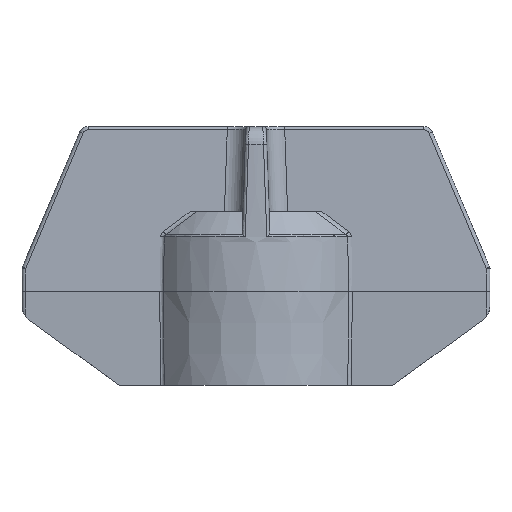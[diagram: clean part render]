
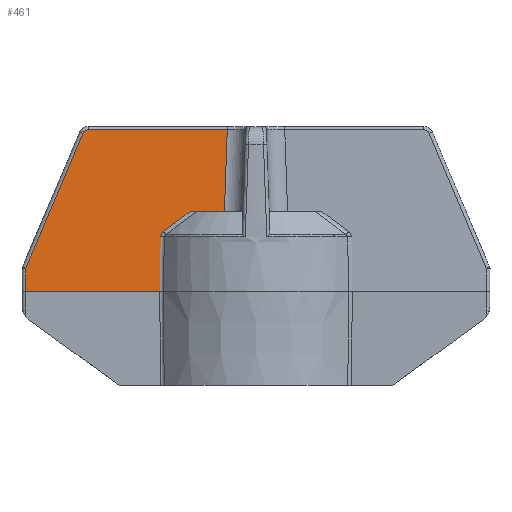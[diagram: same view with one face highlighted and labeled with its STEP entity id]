
A CAD part, front view. The second image highlights one B-rep face of the part: STEP entity #461.
In plain terms, the highlighted planar face has unit normal (0, -0.999, 0.035).
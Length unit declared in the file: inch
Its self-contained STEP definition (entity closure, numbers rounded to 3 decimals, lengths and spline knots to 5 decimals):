
#233=ELLIPSE('',#4000,0.02438,0.02437);
#234=ELLIPSE('',#4001,0.00469,0.00469);
#341=B_SPLINE_CURVE_WITH_KNOTS('',3,(#6630,#6631,#6632,#6633),.UNSPECIFIED.,
.F.,.F.,(4,4),(0.,1.),.UNSPECIFIED.);
#342=B_SPLINE_CURVE_WITH_KNOTS('',3,(#6635,#6636,#6637,#6638),.UNSPECIFIED.,
.F.,.F.,(4,4),(0.,1.),.UNSPECIFIED.);
#343=B_SPLINE_CURVE_WITH_KNOTS('',3,(#6640,#6641,#6642,#6643,#6644,#6645,
#6646,#6647,#6648,#6649),.UNSPECIFIED.,.F.,.F.,(4,3,3,4),(0.,0.40763,
0.81921,1.),.UNSPECIFIED.);
#344=B_SPLINE_CURVE_WITH_KNOTS('',3,(#6651,#6652,#6653,#6654),.UNSPECIFIED.,
.F.,.F.,(4,4),(0.,1.),.UNSPECIFIED.);
#461=ADVANCED_FACE('',(#756),#623,.T.);
#623=PLANE('',#4002);
#756=FACE_OUTER_BOUND('',#969,.T.);
#969=EDGE_LOOP('',(#2181,#2182,#2183,#2184,#2185,#2186,#2187,#2188,#2189,
#2190,#2191,#2192));
#1274=LINE('',#6581,#1564);
#1275=LINE('',#6616,#1565);
#1276=LINE('',#6618,#1566);
#1277=LINE('',#6622,#1567);
#1278=LINE('',#6626,#1568);
#1279=LINE('',#6628,#1569);
#1564=VECTOR('',#4635,1.);
#1565=VECTOR('',#4646,1.);
#1566=VECTOR('',#4647,1.);
#1567=VECTOR('',#4650,1.);
#1568=VECTOR('',#4653,1.);
#1569=VECTOR('',#4654,1.);
#2181=ORIENTED_EDGE('',*,*,#3478,.T.);
#2182=ORIENTED_EDGE('',*,*,#3485,.F.);
#2183=ORIENTED_EDGE('',*,*,#3486,.F.);
#2184=ORIENTED_EDGE('',*,*,#3487,.F.);
#2185=ORIENTED_EDGE('',*,*,#3488,.F.);
#2186=ORIENTED_EDGE('',*,*,#3489,.F.);
#2187=ORIENTED_EDGE('',*,*,#3490,.F.);
#2188=ORIENTED_EDGE('',*,*,#3491,.T.);
#2189=ORIENTED_EDGE('',*,*,#3492,.F.);
#2190=ORIENTED_EDGE('',*,*,#3493,.F.);
#2191=ORIENTED_EDGE('',*,*,#3494,.F.);
#2192=ORIENTED_EDGE('',*,*,#3495,.F.);
#3060=VERTEX_POINT('',#6582);
#3061=VERTEX_POINT('',#6583);
#3065=VERTEX_POINT('',#6617);
#3066=VERTEX_POINT('',#6619);
#3067=VERTEX_POINT('',#6621);
#3068=VERTEX_POINT('',#6623);
#3069=VERTEX_POINT('',#6625);
#3070=VERTEX_POINT('',#6627);
#3071=VERTEX_POINT('',#6629);
#3072=VERTEX_POINT('',#6634);
#3073=VERTEX_POINT('',#6639);
#3074=VERTEX_POINT('',#6650);
#3478=EDGE_CURVE('',#3060,#3061,#1274,.T.);
#3485=EDGE_CURVE('',#3065,#3061,#1275,.T.);
#3486=EDGE_CURVE('',#3066,#3065,#1276,.T.);
#3487=EDGE_CURVE('',#3067,#3066,#233,.T.);
#3488=EDGE_CURVE('',#3068,#3067,#1277,.T.);
#3489=EDGE_CURVE('',#3069,#3068,#234,.T.);
#3490=EDGE_CURVE('',#3070,#3069,#1278,.T.);
#3491=EDGE_CURVE('',#3070,#3071,#1279,.T.);
#3492=EDGE_CURVE('',#3072,#3071,#341,.T.);
#3493=EDGE_CURVE('',#3073,#3072,#342,.T.);
#3494=EDGE_CURVE('',#3074,#3073,#343,.T.);
#3495=EDGE_CURVE('',#3060,#3074,#344,.T.);
#4000=AXIS2_PLACEMENT_3D('',#6620,#4648,#4649);
#4001=AXIS2_PLACEMENT_3D('',#6624,#4651,#4652);
#4002=AXIS2_PLACEMENT_3D('',#6655,#4655,#4656);
#4635=DIRECTION('',(1.,0.,0.));
#4646=DIRECTION('',(-0.035,-0.035,-0.999));
#4647=DIRECTION('',(1.,0.,0.));
#4648=DIRECTION('',(0.,0.999,-0.035));
#4649=DIRECTION('',(0.,0.035,0.999));
#4650=DIRECTION('',(0.391,0.032,0.92));
#4651=DIRECTION('',(0.,0.999,-0.035));
#4652=DIRECTION('',(0.,-0.035,-0.999));
#4653=DIRECTION('',(0.,0.035,0.999));
#4654=DIRECTION('',(1.,0.,0.));
#4655=DIRECTION('',(0.,-0.999,0.035));
#4656=DIRECTION('',(0.,0.035,0.999));
#6581=CARTESIAN_POINT('',(0.,-0.29127,0.74016));
#6582=CARTESIAN_POINT('',(-0.28067,-0.29127,0.74016));
#6583=CARTESIAN_POINT('',(-0.1345,-0.29127,0.74016));
#6616=CARTESIAN_POINT('',(-0.13766,-0.29443,0.64965));
#6617=CARTESIAN_POINT('',(-0.12236,-0.27913,1.08789));
#6618=CARTESIAN_POINT('',(0.99606,-0.27913,1.08789));
#6619=CARTESIAN_POINT('',(-0.71427,-0.27913,1.08789));
#6620=CARTESIAN_POINT('',(-0.71427,-0.27998,1.06352));
#6621=CARTESIAN_POINT('',(-0.7367,-0.27965,1.07304));
#6622=CARTESIAN_POINT('',(-0.71455,-0.27782,1.12523));
#6623=CARTESIAN_POINT('',(-0.98069,-0.29972,0.49823));
#6624=CARTESIAN_POINT('',(-0.97638,-0.29978,0.4964));
#6625=CARTESIAN_POINT('',(-0.98106,-0.29978,0.4964));
#6626=CARTESIAN_POINT('',(-0.98106,-0.30315,0.4));
#6627=CARTESIAN_POINT('',(-0.98106,-0.30315,0.4));
#6628=CARTESIAN_POINT('',(0.,-0.30315,0.4));
#6629=CARTESIAN_POINT('',(-0.40975,-0.30315,0.4));
#6630=CARTESIAN_POINT('',(-0.40975,-0.30315,0.4));
#6631=CARTESIAN_POINT('',(-0.40975,-0.30315,0.4));
#6632=CARTESIAN_POINT('',(-0.40975,-0.30315,0.4));
#6633=CARTESIAN_POINT('',(-0.40975,-0.30315,0.4));
#6634=CARTESIAN_POINT('',(-0.40975,-0.30315,0.4));
#6635=CARTESIAN_POINT('',(-0.40579,-0.29504,0.63234));
#6636=CARTESIAN_POINT('',(-0.40712,-0.29774,0.55489));
#6637=CARTESIAN_POINT('',(-0.40844,-0.30045,0.47745));
#6638=CARTESIAN_POINT('',(-0.40975,-0.30315,0.4));
#6639=CARTESIAN_POINT('',(-0.40579,-0.29504,0.63234));
#6640=CARTESIAN_POINT('',(-0.39354,-0.29422,0.65565));
#6641=CARTESIAN_POINT('',(-0.39641,-0.2943,0.65335));
#6642=CARTESIAN_POINT('',(-0.399,-0.2944,0.6506));
#6643=CARTESIAN_POINT('',(-0.40101,-0.29451,0.64752));
#6644=CARTESIAN_POINT('',(-0.40304,-0.29461,0.64442));
#6645=CARTESIAN_POINT('',(-0.40454,-0.29474,0.64089));
#6646=CARTESIAN_POINT('',(-0.40526,-0.29486,0.63726));
#6647=CARTESIAN_POINT('',(-0.40559,-0.29492,0.63564));
#6648=CARTESIAN_POINT('',(-0.40577,-0.29498,0.63399));
#6649=CARTESIAN_POINT('',(-0.40579,-0.29504,0.63234));
#6650=CARTESIAN_POINT('',(-0.39354,-0.29422,0.65565));
#6651=CARTESIAN_POINT('',(-0.28067,-0.29127,0.74016));
#6652=CARTESIAN_POINT('',(-0.3194,-0.2922,0.71352));
#6653=CARTESIAN_POINT('',(-0.35682,-0.2932,0.68499));
#6654=CARTESIAN_POINT('',(-0.39354,-0.29422,0.65565));
#6655=CARTESIAN_POINT('',(0.99606,-0.30315,0.4));
